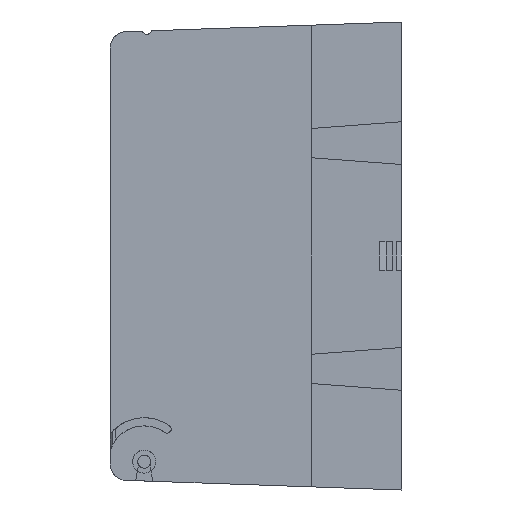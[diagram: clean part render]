
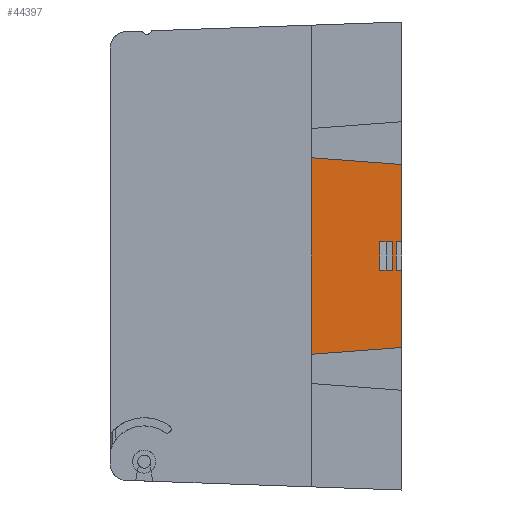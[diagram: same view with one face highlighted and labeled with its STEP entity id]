
A CAD part, left-side view. The second image highlights one B-rep face of the part: STEP entity #44397.
In plain terms, the highlighted planar face has unit normal (1, 0, 0).
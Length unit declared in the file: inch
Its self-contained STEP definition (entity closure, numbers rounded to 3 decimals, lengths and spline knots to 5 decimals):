
#96 = CARTESIAN_POINT ( 'NONE',  ( -3.945, 0.065, -0.175 ) ) ;
#543 = CARTESIAN_POINT ( 'NONE',  ( -3.945, 0., -1.115 ) ) ;
#3656 = CARTESIAN_POINT ( 'NONE',  ( -3.945, 0., 0.175 ) ) ;
#5011 = VECTOR ( 'NONE', #39943, 39.37008 ) ;
#6118 = EDGE_CURVE ( 'NONE', #40846, #35898, #60910, .T. ) ;
#6693 = CARTESIAN_POINT ( 'NONE',  ( -3.945, 0., 6.44233 ) ) ;
#7128 = DIRECTION ( 'NONE',  ( 0., 0., -1. ) ) ;
#8920 = DIRECTION ( 'NONE',  ( 0., 0., 1. ) ) ;
#9625 = ORIENTED_EDGE ( 'NONE', *, *, #23587, .F. ) ;
#9788 = CARTESIAN_POINT ( 'NONE',  ( -3.945, 0.115, 6.44233 ) ) ;
#9963 = VERTEX_POINT ( 'NONE', #3656 ) ;
#10581 = LINE ( 'NONE', #55983, #23703 ) ;
#10850 = CARTESIAN_POINT ( 'NONE',  ( -3.945, 0.115, -0.175 ) ) ;
#11223 = CARTESIAN_POINT ( 'NONE',  ( -3.945, 1.1, 1.19653 ) ) ;
#12305 = ORIENTED_EDGE ( 'NONE', *, *, #23937, .T. ) ;
#14286 = LINE ( 'NONE', #43299, #39069 ) ;
#14766 = VERTEX_POINT ( 'NONE', #43600 ) ;
#15185 = PLANE ( 'NONE',  #24655 ) ;
#15892 = CARTESIAN_POINT ( 'NONE',  ( -3.945, 0., -0.175 ) ) ;
#16371 = VERTEX_POINT ( 'NONE', #10850 ) ;
#16597 = LINE ( 'NONE', #30796, #50913 ) ;
#16705 = DIRECTION ( 'NONE',  ( 0., 0., -1. ) ) ;
#16764 = EDGE_LOOP ( 'NONE', ( #37909, #52318, #59220, #21168 ) ) ;
#17356 = CARTESIAN_POINT ( 'NONE',  ( -3.945, 0., -0.175 ) ) ;
#18512 = VECTOR ( 'NONE', #8920, 39.37008 ) ;
#20481 = VECTOR ( 'NONE', #32821, 39.37008 ) ;
#20499 = CARTESIAN_POINT ( 'NONE',  ( -3.945, 0.115, 0.175 ) ) ;
#21168 = ORIENTED_EDGE ( 'NONE', *, *, #23495, .T. ) ;
#21200 = CARTESIAN_POINT ( 'NONE',  ( -3.945, 0.26794, 0.175 ) ) ;
#22059 = LINE ( 'NONE', #41651, #44990 ) ;
#22449 = CARTESIAN_POINT ( 'NONE',  ( -3.945, 0.065, 0.175 ) ) ;
#22655 = EDGE_CURVE ( 'NONE', #56318, #35145, #32881, .T. ) ;
#22830 = EDGE_CURVE ( 'NONE', #35145, #16371, #34433, .T. ) ;
#23040 = EDGE_CURVE ( 'NONE', #16371, #33383, #57170, .T. ) ;
#23495 = EDGE_CURVE ( 'NONE', #33383, #56318, #60055, .T. ) ;
#23587 = EDGE_CURVE ( 'NONE', #47531, #60461, #10581, .T. ) ;
#23703 = VECTOR ( 'NONE', #56053, 39.37008 ) ;
#23867 = EDGE_CURVE ( 'NONE', #50297, #35898, #14286, .T. ) ;
#23879 = CARTESIAN_POINT ( 'NONE',  ( -3.945, 0.26794, -0.175 ) ) ;
#23937 = EDGE_CURVE ( 'NONE', #40846, #14766, #44281, .T. ) ;
#24229 = EDGE_CURVE ( 'NONE', #9963, #41064, #61330, .T. ) ;
#24327 = EDGE_CURVE ( 'NONE', #41064, #60461, #16597, .T. ) ;
#24655 = AXIS2_PLACEMENT_3D ( 'NONE', #25346, #59199, #30400 ) ;
#25346 = CARTESIAN_POINT ( 'NONE',  ( -3.945, 0., 6.44233 ) ) ;
#26616 = ORIENTED_EDGE ( 'NONE', *, *, #57520, .T. ) ;
#28592 = VECTOR ( 'NONE', #61528, 39.37008 ) ;
#30400 = DIRECTION ( 'NONE',  ( 0., 0., -1. ) ) ;
#30592 = DIRECTION ( 'NONE',  ( 0., 0., -1. ) ) ;
#30796 = CARTESIAN_POINT ( 'NONE',  ( -3.945, 0.065, 6.44233 ) ) ;
#32821 = DIRECTION ( 'NONE',  ( 0., 0., -1. ) ) ;
#32881 = LINE ( 'NONE', #35285, #20481 ) ;
#33097 = DIRECTION ( 'NONE',  ( 0., 1., 0. ) ) ;
#33315 = CARTESIAN_POINT ( 'NONE',  ( -3.945, 0., 0.175 ) ) ;
#33383 = VERTEX_POINT ( 'NONE', #20499 ) ;
#33827 = ORIENTED_EDGE ( 'NONE', *, *, #23867, .T. ) ;
#34433 = LINE ( 'NONE', #17356, #39678 ) ;
#35145 = VERTEX_POINT ( 'NONE', #23879 ) ;
#35285 = CARTESIAN_POINT ( 'NONE',  ( -3.945, 0.26794, 6.44233 ) ) ;
#35898 = VERTEX_POINT ( 'NONE', #51045 ) ;
#36455 = DIRECTION ( 'NONE',  ( 0., -1., 0. ) ) ;
#37281 = LINE ( 'NONE', #6693, #61106 ) ;
#37909 = ORIENTED_EDGE ( 'NONE', *, *, #22655, .T. ) ;
#39069 = VECTOR ( 'NONE', #43745, 39.37008 ) ;
#39678 = VECTOR ( 'NONE', #36455, 39.37008 ) ;
#39943 = DIRECTION ( 'NONE',  ( 0., -0.997, -0.074 ) ) ;
#40278 = CARTESIAN_POINT ( 'NONE',  ( -3.945, 1.1, 1.19653 ) ) ;
#40846 = VERTEX_POINT ( 'NONE', #11223 ) ;
#41064 = VERTEX_POINT ( 'NONE', #22449 ) ;
#41430 = ORIENTED_EDGE ( 'NONE', *, *, #6118, .F. ) ;
#41651 = CARTESIAN_POINT ( 'NONE',  ( -3.945, 0., 6.44233 ) ) ;
#43299 = CARTESIAN_POINT ( 'NONE',  ( -3.945, 0., -1.115 ) ) ;
#43600 = CARTESIAN_POINT ( 'NONE',  ( -3.945, 0., 1.115 ) ) ;
#43745 = DIRECTION ( 'NONE',  ( 0., 0.997, -0.074 ) ) ;
#44144 = FACE_OUTER_BOUND ( 'NONE', #44365, .T. ) ;
#44281 = LINE ( 'NONE', #40278, #5011 ) ;
#44365 = EDGE_LOOP ( 'NONE', ( #9625, #26616, #33827, #41430, #12305, #49912, #55099, #56573 ) ) ;
#44397 = ADVANCED_FACE ( 'NONE', ( #56793, #44144 ), #15185, .T. ) ;
#44990 = VECTOR ( 'NONE', #7128, 39.37008 ) ;
#47375 = VECTOR ( 'NONE', #62659, 39.37008 ) ;
#47531 = VERTEX_POINT ( 'NONE', #15892 ) ;
#48719 = VECTOR ( 'NONE', #33097, 39.37008 ) ;
#49865 = EDGE_CURVE ( 'NONE', #14766, #9963, #37281, .T. ) ;
#49912 = ORIENTED_EDGE ( 'NONE', *, *, #49865, .T. ) ;
#50297 = VERTEX_POINT ( 'NONE', #543 ) ;
#50913 = VECTOR ( 'NONE', #30592, 39.37008 ) ;
#51045 = CARTESIAN_POINT ( 'NONE',  ( -3.945, 1.1, -1.19653 ) ) ;
#52318 = ORIENTED_EDGE ( 'NONE', *, *, #22830, .T. ) ;
#55099 = ORIENTED_EDGE ( 'NONE', *, *, #24229, .T. ) ;
#55854 = CARTESIAN_POINT ( 'NONE',  ( -3.945, 0., 0.175 ) ) ;
#55983 = CARTESIAN_POINT ( 'NONE',  ( -3.945, 0., -0.175 ) ) ;
#56053 = DIRECTION ( 'NONE',  ( 0., 1., 0. ) ) ;
#56318 = VERTEX_POINT ( 'NONE', #21200 ) ;
#56573 = ORIENTED_EDGE ( 'NONE', *, *, #24327, .T. ) ;
#56793 = FACE_BOUND ( 'NONE', #16764, .T. ) ;
#57170 = LINE ( 'NONE', #9788, #18512 ) ;
#57520 = EDGE_CURVE ( 'NONE', #47531, #50297, #22059, .T. ) ;
#59199 = DIRECTION ( 'NONE',  ( 1., 0., 0. ) ) ;
#59220 = ORIENTED_EDGE ( 'NONE', *, *, #23040, .T. ) ;
#60055 = LINE ( 'NONE', #55854, #47375 ) ;
#60461 = VERTEX_POINT ( 'NONE', #96 ) ;
#60910 = LINE ( 'NONE', #62498, #28592 ) ;
#61106 = VECTOR ( 'NONE', #16705, 39.37008 ) ;
#61330 = LINE ( 'NONE', #33315, #48719 ) ;
#61528 = DIRECTION ( 'NONE',  ( 0., 0., -1. ) ) ;
#62498 = CARTESIAN_POINT ( 'NONE',  ( -3.945, 1.1, 6.44233 ) ) ;
#62659 = DIRECTION ( 'NONE',  ( 0., 1., 0. ) ) ;
